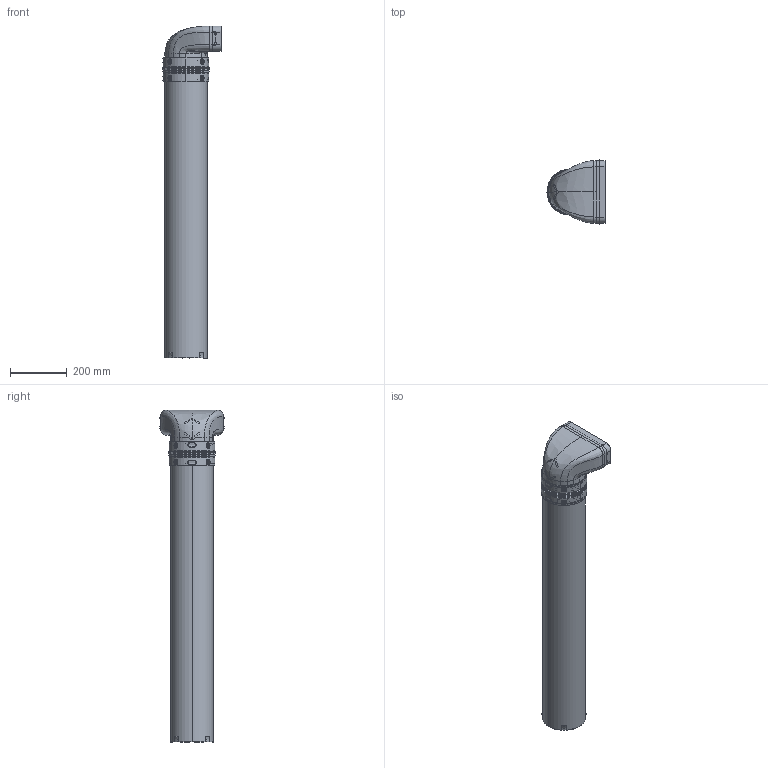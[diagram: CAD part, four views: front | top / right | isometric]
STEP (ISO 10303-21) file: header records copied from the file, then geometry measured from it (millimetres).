
FILE_DESCRIPTION(('STEP AP214'),'1');
FILE_NAME(' mit Rundrohr 1000.STP','2023-04-18T14:27:44',(' '),(' '),'Spatial InterOp 3D',' ',' ');
FILE_SCHEMA(('AUTOMOTIVE_DESIGN { 1 0 10303 214 1 1 1 1 }'));
Length unit declared in the file: millimetre
Products named in the file (1): 4051011 P-UR 150 Umlenkstueck_vereinfacht
Bounding box: 205.03 x 227 x 1172.3 mm (x, y, z)
Surface area: 1254998.5 mm2 (no closed solid volume)
Topology: 0 solids, 3 shells, 2490 faces, 7004 edges, 4640 vertices
Faces by surface type: plane 1192, bspline 550, cylinder 374, extrusion 168, torus 114, cone 92
Entity records: 105023 total; most frequent: CARTESIAN_POINT 51083, ORIENTED_EDGE 13972, EDGE_CURVE 6986, DIRECTION 6623, B_SPLINE_CURVE_WITH_KNOTS 4828, VERTEX_POINT 4640, FACE_BOUND 2630, EDGE_LOOP 2630
